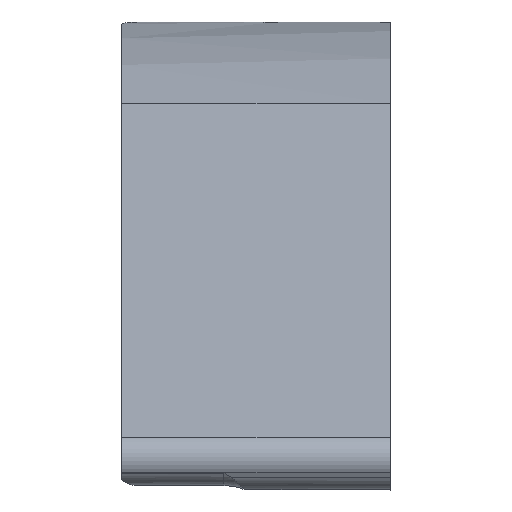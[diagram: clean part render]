
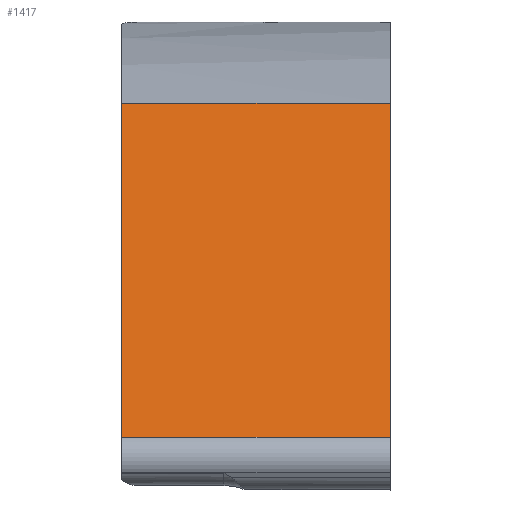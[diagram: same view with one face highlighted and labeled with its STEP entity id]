
A CAD part, top view. The second image highlights one B-rep face of the part: STEP entity #1417.
In plain terms, the highlighted planar face has unit normal (0, 0.876, 0.483).
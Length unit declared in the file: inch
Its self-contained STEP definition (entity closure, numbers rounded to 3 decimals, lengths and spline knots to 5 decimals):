
#58=PLANE('',#1535);
#183=LINE('',#2487,#261);
#184=LINE('',#2490,#262);
#187=LINE('',#2501,#265);
#188=LINE('',#2502,#266);
#261=VECTOR('',#1761,0.3937);
#262=VECTOR('',#1764,0.3937);
#265=VECTOR('',#1775,0.3937);
#266=VECTOR('',#1776,0.3937);
#382=FACE_OUTER_BOUND('',#455,.T.);
#455=EDGE_LOOP('',(#1018,#1019,#1020,#1021));
#607=VERTEX_POINT('',#2480);
#610=VERTEX_POINT('',#2485);
#611=VERTEX_POINT('',#2489);
#615=VERTEX_POINT('',#2500);
#768=EDGE_CURVE('',#610,#607,#183,.T.);
#769=EDGE_CURVE('',#611,#607,#184,.T.);
#775=EDGE_CURVE('',#615,#610,#187,.T.);
#776=EDGE_CURVE('',#615,#611,#188,.T.);
#1018=ORIENTED_EDGE('',*,*,#768,.F.);
#1019=ORIENTED_EDGE('',*,*,#775,.F.);
#1020=ORIENTED_EDGE('',*,*,#776,.T.);
#1021=ORIENTED_EDGE('',*,*,#769,.T.);
#1417=ADVANCED_FACE('',(#382),#58,.T.);
#1535=AXIS2_PLACEMENT_3D('',#2499,#1773,#1774);
#1761=DIRECTION('',(-1.,0.,0.));
#1764=DIRECTION('',(0.,-0.483,0.876));
#1773=DIRECTION('center_axis',(0.,0.876,0.483));
#1774=DIRECTION('ref_axis',(0.,0.483,-0.876));
#1775=DIRECTION('',(0.,-0.483,0.876));
#1776=DIRECTION('',(-1.,0.,0.));
#2480=CARTESIAN_POINT('',(-0.02756,-0.3494,2.07424));
#2485=CARTESIAN_POINT('',(0.38583,-0.3494,2.07424));
#2487=CARTESIAN_POINT('',(0.38583,-0.3494,2.07424));
#2489=CARTESIAN_POINT('',(-0.02756,0.16536,1.14039));
#2490=CARTESIAN_POINT('',(-0.02756,-0.21873,1.83718));
#2499=CARTESIAN_POINT('Origin',(0.38583,-0.36916,2.11007));
#2500=CARTESIAN_POINT('',(0.38583,0.16536,1.14039));
#2501=CARTESIAN_POINT('',(0.38583,0.16536,1.14039));
#2502=CARTESIAN_POINT('',(0.38583,0.16536,1.14039));
